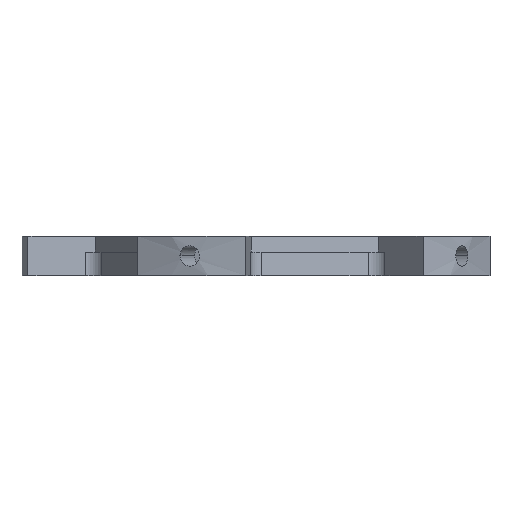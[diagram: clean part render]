
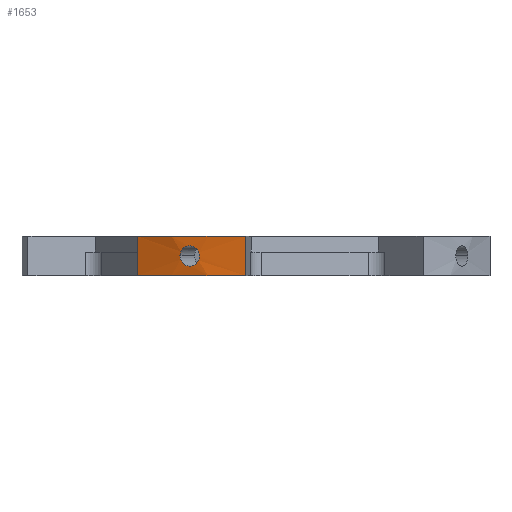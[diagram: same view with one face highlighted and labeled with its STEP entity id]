
A CAD part, left-side view. The second image highlights one B-rep face of the part: STEP entity #1653.
In plain terms, the highlighted cylindrical face has radius 31 mm (diameter 62 mm), a partial arc.
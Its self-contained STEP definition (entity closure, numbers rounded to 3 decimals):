
#157=CARTESIAN_POINT('Axis2P3D Location',(0.,0.,0.)) ;
#1471=CARTESIAN_POINT('Vertex',(-26.432,16.197,2.5)) ;
#1474=CARTESIAN_POINT('Axis2P3D Location',(0.,0.,2.5)) ;
#1478=CARTESIAN_POINT('Vertex',(-30.904,2.432,2.5)) ;
#1592=CARTESIAN_POINT('Line Origine',(-26.432,16.197,0.)) ;
#1596=CARTESIAN_POINT('Vertex',(-26.432,16.197,-2.5)) ;
#1599=CARTESIAN_POINT('Axis2P3D Location',(0.,0.,-2.5)) ;
#1603=CARTESIAN_POINT('Vertex',(-30.904,2.432,-2.5)) ;
#1606=CARTESIAN_POINT('Line Origine',(-30.904,2.432,0.)) ;
#1618=CARTESIAN_POINT('Control Point',(-29.859,8.335,0.)) ;
#1619=CARTESIAN_POINT('Control Point',(-29.859,8.335,0.333)) ;
#1620=CARTESIAN_POINT('Control Point',(-29.83,8.437,0.665)) ;
#1621=CARTESIAN_POINT('Control Point',(-29.773,8.643,0.952)) ;
#1622=CARTESIAN_POINT('Control Point',(-29.65,9.058,1.249)) ;
#1623=CARTESIAN_POINT('Control Point',(-29.498,9.536,1.315)) ;
#1624=CARTESIAN_POINT('Control Point',(-29.445,9.697,1.31)) ;
#1625=CARTESIAN_POINT('Control Point',(-29.292,10.154,1.217)) ;
#1626=CARTESIAN_POINT('Control Point',(-29.157,10.535,0.912)) ;
#1627=CARTESIAN_POINT('Control Point',(-29.089,10.717,0.635)) ;
#1628=CARTESIAN_POINT('Control Point',(-29.055,10.807,0.317)) ;
#1629=CARTESIAN_POINT('Control Point',(-29.055,10.807,0.)) ;
#1630=CARTESIAN_POINT('Vertex',(-29.859,8.335,0.)) ;
#1632=CARTESIAN_POINT('Vertex',(-29.055,10.807,0.)) ;
#1636=CARTESIAN_POINT('Control Point',(-29.055,10.807,0.)) ;
#1637=CARTESIAN_POINT('Control Point',(-29.055,10.807,-0.333)) ;
#1638=CARTESIAN_POINT('Control Point',(-29.092,10.708,-0.665)) ;
#1639=CARTESIAN_POINT('Control Point',(-29.167,10.507,-0.952)) ;
#1640=CARTESIAN_POINT('Control Point',(-29.311,10.1,-1.249)) ;
#1641=CARTESIAN_POINT('Control Point',(-29.469,9.624,-1.315)) ;
#1642=CARTESIAN_POINT('Control Point',(-29.521,9.462,-1.31)) ;
#1643=CARTESIAN_POINT('Control Point',(-29.666,9.003,-1.217)) ;
#1644=CARTESIAN_POINT('Control Point',(-29.78,8.615,-0.912)) ;
#1645=CARTESIAN_POINT('Control Point',(-29.832,8.428,-0.635)) ;
#1646=CARTESIAN_POINT('Control Point',(-29.859,8.335,-0.317)) ;
#1647=CARTESIAN_POINT('Control Point',(-29.859,8.335,0.)) ;
#158=DIRECTION('Axis2P3D Direction',(0.,0.,1.)) ;
#159=DIRECTION('Axis2P3D XDirection',(1.,0.,0.)) ;
#1475=DIRECTION('Axis2P3D Direction',(0.,0.,1.)) ;
#1593=DIRECTION('Vector Direction',(0.,0.,1.)) ;
#1600=DIRECTION('Axis2P3D Direction',(0.,0.,1.)) ;
#1607=DIRECTION('Vector Direction',(0.,0.,1.)) ;
#160=AXIS2_PLACEMENT_3D('Cylinder Axis2P3D',#157,#158,#159) ;
#1476=AXIS2_PLACEMENT_3D('Circle Axis2P3D',#1474,#1475,$) ;
#1601=AXIS2_PLACEMENT_3D('Circle Axis2P3D',#1599,#1600,$) ;
#1612=ORIENTED_EDGE('',*,*,#1480,.F.) ;
#1613=ORIENTED_EDGE('',*,*,#1598,.F.) ;
#1614=ORIENTED_EDGE('',*,*,#1605,.T.) ;
#1615=ORIENTED_EDGE('',*,*,#1610,.T.) ;
#1650=ORIENTED_EDGE('',*,*,#1634,.F.) ;
#1651=ORIENTED_EDGE('',*,*,#1648,.F.) ;
#1652=FACE_BOUND('',#1649,.T.) ;
#1594=VECTOR('Line Direction',#1593,1.) ;
#1608=VECTOR('Line Direction',#1607,1.) ;
#1653=ADVANCED_FACE('Corps principal',(#1616,#1652),#161,.T.) ;
#1617=B_SPLINE_CURVE_WITH_KNOTS('',5,(#1618,#1619,#1620,#1621,#1622,#1623,#1624,#1625,#1626,#1627,#1628,#1629),.UNSPECIFIED.,.F.,.U.,(6,3,3,6),(0.,2.352,3.532,5.776),.UNSPECIFIED.) ;
#1635=B_SPLINE_CURVE_WITH_KNOTS('',5,(#1636,#1637,#1638,#1639,#1640,#1641,#1642,#1643,#1644,#1645,#1646,#1647),.UNSPECIFIED.,.F.,.U.,(6,3,3,6),(0.,2.352,3.532,5.776),.UNSPECIFIED.) ;
#1477=CIRCLE('generated circle',#1476,31.) ;
#1602=CIRCLE('generated circle',#1601,31.) ;
#161=CYLINDRICAL_SURFACE('generated cylinder',#160,31.) ;
#1480=EDGE_CURVE('',#1472,#1479,#1477,.T.) ;
#1598=EDGE_CURVE('',#1597,#1472,#1595,.T.) ;
#1605=EDGE_CURVE('',#1597,#1604,#1602,.T.) ;
#1610=EDGE_CURVE('',#1604,#1479,#1609,.T.) ;
#1634=EDGE_CURVE('',#1631,#1633,#1617,.T.) ;
#1648=EDGE_CURVE('',#1633,#1631,#1635,.T.) ;
#1611=EDGE_LOOP('',(#1612,#1613,#1614,#1615)) ;
#1649=EDGE_LOOP('',(#1650,#1651)) ;
#1616=FACE_OUTER_BOUND('',#1611,.T.) ;
#1595=LINE('Line',#1592,#1594) ;
#1609=LINE('Line',#1606,#1608) ;
#1472=VERTEX_POINT('',#1471) ;
#1479=VERTEX_POINT('',#1478) ;
#1597=VERTEX_POINT('',#1596) ;
#1604=VERTEX_POINT('',#1603) ;
#1631=VERTEX_POINT('',#1630) ;
#1633=VERTEX_POINT('',#1632) ;
